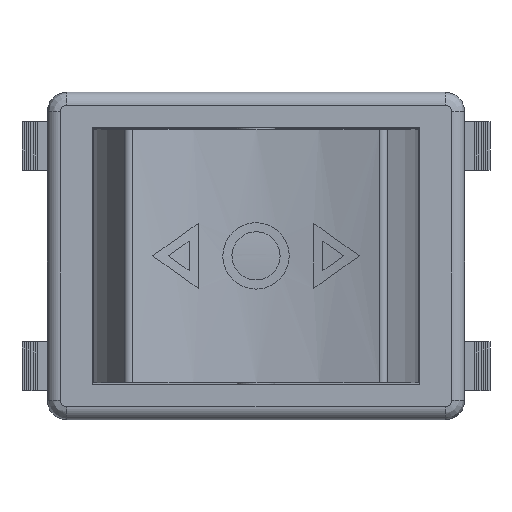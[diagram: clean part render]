
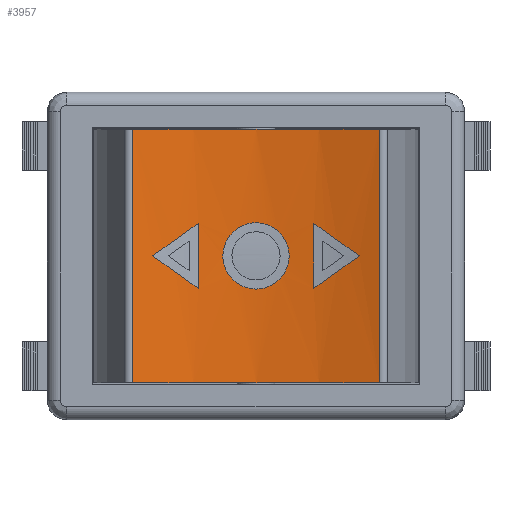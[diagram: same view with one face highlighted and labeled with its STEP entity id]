
A CAD part, top view. The second image highlights one B-rep face of the part: STEP entity #3957.
In plain terms, the highlighted cylindrical face has radius 28.263 mm (diameter 56.525 mm), a partial arc.
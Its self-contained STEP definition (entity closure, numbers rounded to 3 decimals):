
#3297=CARTESIAN_POINT('',(-2.55,0.0,21.98));
#3298=VERTEX_POINT('',#3297);
#3431=CARTESIAN_POINT('',(-2.55,0.,21.985));
#3432=CARTESIAN_POINT('',(-2.55,0.32,21.985));
#3433=CARTESIAN_POINT('',(-2.486,0.662,21.979));
#3434=CARTESIAN_POINT('',(-2.226,1.29,21.957));
#3435=CARTESIAN_POINT('',(-2.029,1.577,21.942));
#3436=CARTESIAN_POINT('',(-1.577,2.029,21.913));
#3437=CARTESIAN_POINT('',(-1.29,2.226,21.898));
#3438=CARTESIAN_POINT('',(-0.662,2.486,21.876));
#3439=CARTESIAN_POINT('',(-0.32,2.55,21.87));
#3440=CARTESIAN_POINT('',(0.32,2.55,21.87));
#3441=CARTESIAN_POINT('',(0.662,2.486,21.876));
#3442=CARTESIAN_POINT('',(1.29,2.226,21.898));
#3443=CARTESIAN_POINT('',(1.577,2.029,21.913));
#3444=CARTESIAN_POINT('',(2.029,1.577,21.942));
#3445=CARTESIAN_POINT('',(2.226,1.29,21.957));
#3446=CARTESIAN_POINT('',(2.486,0.662,21.979));
#3447=CARTESIAN_POINT('',(2.55,0.32,21.985));
#3448=CARTESIAN_POINT('',(2.55,-0.32,21.985));
#3449=CARTESIAN_POINT('',(2.486,-0.662,21.979));
#3450=CARTESIAN_POINT('',(2.226,-1.29,21.957));
#3451=CARTESIAN_POINT('',(2.029,-1.577,21.942));
#3452=CARTESIAN_POINT('',(1.577,-2.029,21.913));
#3453=CARTESIAN_POINT('',(1.29,-2.226,21.898));
#3454=CARTESIAN_POINT('',(0.662,-2.486,21.876));
#3455=CARTESIAN_POINT('',(0.32,-2.55,21.87));
#3456=CARTESIAN_POINT('',(-0.32,-2.55,21.87));
#3457=CARTESIAN_POINT('',(-0.662,-2.486,21.876));
#3458=CARTESIAN_POINT('',(-1.29,-2.226,21.898));
#3459=CARTESIAN_POINT('',(-1.577,-2.029,21.913));
#3460=CARTESIAN_POINT('',(-2.029,-1.577,21.942));
#3461=CARTESIAN_POINT('',(-2.226,-1.29,21.957));
#3462=CARTESIAN_POINT('',(-2.486,-0.662,21.979));
#3463=CARTESIAN_POINT('',(-2.55,-0.32,21.985));
#3464=CARTESIAN_POINT('',(-2.55,0.,21.985));
#3465=B_SPLINE_CURVE_WITH_KNOTS('',3,(#3431,#3432,#3433,#3434,#3435,#3436,#3437,#3438,#3439,#3440,#3441,#3442,#3443,#3444,#3445,#3446,#3447,#3448,#3449,#3450,#3451,#3452,#3453,#3454,#3455,#3456,#3457,#3458,#3459,#3460,#3461,#3462,#3463,#3464),.UNSPECIFIED.,.T.,.U.,(4,2,2,2,2,2,2,2,2,2,2,2,2,2,2,2,4),(-1.538,-1.442,-1.346,-1.249,-1.153,-1.057,-0.961,-0.865,-0.769,-0.673,-0.577,-0.481,-0.384,-0.288,-0.192,-0.096,0.0),.UNSPECIFIED.);
#3466=EDGE_CURVE('',#3298,#3298,#3465,.T.);
#3595=CARTESIAN_POINT('',(4.445,-2.5,22.222));
#3596=VERTEX_POINT('',#3595);
#3597=CARTESIAN_POINT('',(4.445,2.5,22.222));
#3598=VERTEX_POINT('',#3597);
#3599=CARTESIAN_POINT('',(4.445,-2.5,22.222));
#3600=DIRECTION('',(0.0,1.0,0.0));
#3601=VECTOR('',#3600,5.);
#3602=LINE('',#3599,#3601);
#3603=EDGE_CURVE('',#3596,#3598,#3602,.T.);
#3626=CARTESIAN_POINT('',(7.945,0.,23.01));
#3627=VERTEX_POINT('',#3626);
#3628=CARTESIAN_POINT('',(0.,5.675,50.133));
#3629=DIRECTION('',(-0.581,-0.814,0.));
#3630=DIRECTION('',(-0.814,0.581,0.));
#3631=AXIS2_PLACEMENT_3D('',#3628,#3629,#3630);
#3632=ELLIPSE('',#3631,34.732,28.263);
#3633=EDGE_CURVE('',#3598,#3627,#3632,.T.);
#3669=CARTESIAN_POINT('',(0.,-5.675,50.133));
#3670=DIRECTION('',(-0.581,0.814,0.));
#3671=DIRECTION('',(-0.814,-0.581,0.));
#3672=AXIS2_PLACEMENT_3D('',#3669,#3670,#3671);
#3673=ELLIPSE('',#3672,34.732,28.263);
#3674=EDGE_CURVE('',#3627,#3596,#3673,.T.);
#3687=CARTESIAN_POINT('',(-4.445,2.5,22.222));
#3688=VERTEX_POINT('',#3687);
#3689=CARTESIAN_POINT('',(-4.445,-2.5,22.222));
#3690=VERTEX_POINT('',#3689);
#3691=CARTESIAN_POINT('',(-4.445,2.5,22.222));
#3692=DIRECTION('',(0.0,-1.0,0.0));
#3693=VECTOR('',#3692,5.);
#3694=LINE('',#3691,#3693);
#3695=EDGE_CURVE('',#3688,#3690,#3694,.T.);
#3769=CARTESIAN_POINT('',(-7.945,0.,23.01));
#3770=VERTEX_POINT('',#3769);
#3771=CARTESIAN_POINT('',(0.,5.675,50.133));
#3772=DIRECTION('',(0.581,-0.814,0.));
#3773=DIRECTION('',(-0.814,-0.581,0.));
#3774=AXIS2_PLACEMENT_3D('',#3771,#3772,#3773);
#3775=ELLIPSE('',#3774,34.732,28.263);
#3776=EDGE_CURVE('',#3770,#3688,#3775,.T.);
#3802=CARTESIAN_POINT('',(0.,-5.675,50.133));
#3803=DIRECTION('',(0.581,0.814,0.));
#3804=DIRECTION('',(-0.814,0.581,0.));
#3805=AXIS2_PLACEMENT_3D('',#3802,#3803,#3804);
#3806=ELLIPSE('',#3805,34.732,28.263);
#3807=EDGE_CURVE('',#3690,#3770,#3806,.T.);
#3903=CARTESIAN_POINT('',(0.,-10.725,50.133));
#3904=DIRECTION('',(0.0,1.0,0.0));
#3905=DIRECTION('',(-0.351,0.0,0.936));
#3906=AXIS2_PLACEMENT_3D('',#3903,#3904,#3905);
#3907=CYLINDRICAL_SURFACE('',#3906,28.263);
#3908=CARTESIAN_POINT('',(9.5,9.75,23.514));
#3909=VERTEX_POINT('',#3908);
#3910=CARTESIAN_POINT('',(9.5,-9.75,23.514));
#3911=VERTEX_POINT('',#3910);
#3912=CARTESIAN_POINT('',(9.5,9.75,23.514));
#3913=DIRECTION('',(0.0,-1.0,0.0));
#3914=VECTOR('',#3913,19.5);
#3915=LINE('',#3912,#3914);
#3916=EDGE_CURVE('',#3909,#3911,#3915,.T.);
#3917=ORIENTED_EDGE('',*,*,#3916,.F.);
#3918=CARTESIAN_POINT('',(-9.5,9.75,23.514));
#3919=VERTEX_POINT('',#3918);
#3920=CARTESIAN_POINT('',(0.,9.75,50.133));
#3921=DIRECTION('',(0.0,1.0,0.0));
#3922=DIRECTION('',(-0.351,0.0,0.936));
#3923=AXIS2_PLACEMENT_3D('',#3920,#3921,#3922);
#3924=CIRCLE('',#3923,28.263);
#3925=EDGE_CURVE('',#3909,#3919,#3924,.T.);
#3926=ORIENTED_EDGE('',*,*,#3925,.T.);
#3927=CARTESIAN_POINT('',(-9.5,-9.75,23.514));
#3928=VERTEX_POINT('',#3927);
#3929=CARTESIAN_POINT('',(-9.5,-9.75,23.514));
#3930=DIRECTION('',(0.0,1.0,0.0));
#3931=VECTOR('',#3930,19.5);
#3932=LINE('',#3929,#3931);
#3933=EDGE_CURVE('',#3928,#3919,#3932,.T.);
#3934=ORIENTED_EDGE('',*,*,#3933,.F.);
#3935=CARTESIAN_POINT('',(0.,-9.75,50.133));
#3936=DIRECTION('',(0.0,-1.0,0.0));
#3937=DIRECTION('',(-0.351,0.0,0.936));
#3938=AXIS2_PLACEMENT_3D('',#3935,#3936,#3937);
#3939=CIRCLE('',#3938,28.263);
#3940=EDGE_CURVE('',#3928,#3911,#3939,.T.);
#3941=ORIENTED_EDGE('',*,*,#3940,.T.);
#3942=EDGE_LOOP('',(#3917,#3926,#3934,#3941));
#3943=FACE_OUTER_BOUND('',#3942,.T.);
#3944=ORIENTED_EDGE('',*,*,#3466,.T.);
#3945=EDGE_LOOP('',(#3944));
#3946=FACE_BOUND('',#3945,.T.);
#3947=ORIENTED_EDGE('',*,*,#3603,.T.);
#3948=ORIENTED_EDGE('',*,*,#3633,.T.);
#3949=ORIENTED_EDGE('',*,*,#3674,.T.);
#3950=EDGE_LOOP('',(#3947,#3948,#3949));
#3951=FACE_BOUND('',#3950,.T.);
#3952=ORIENTED_EDGE('',*,*,#3695,.T.);
#3953=ORIENTED_EDGE('',*,*,#3807,.T.);
#3954=ORIENTED_EDGE('',*,*,#3776,.T.);
#3955=EDGE_LOOP('',(#3952,#3953,#3954));
#3956=FACE_BOUND('',#3955,.T.);
#3957=ADVANCED_FACE('',(#3943,#3946,#3951,#3956),#3907,.F.);
